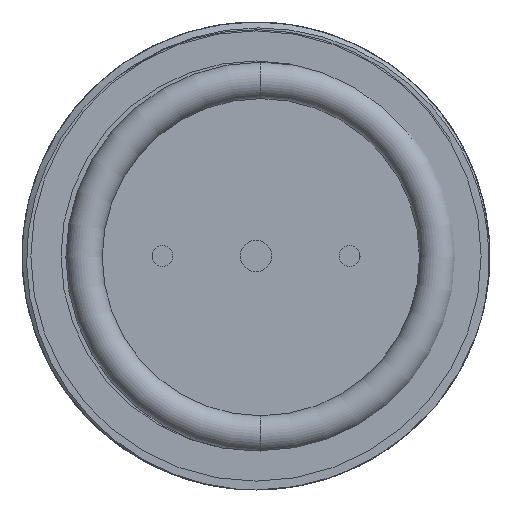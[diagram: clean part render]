
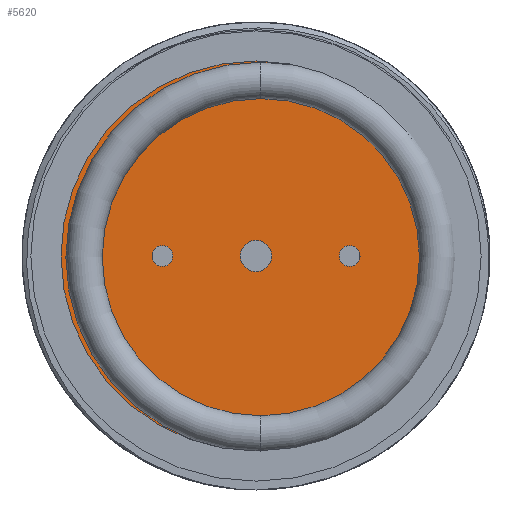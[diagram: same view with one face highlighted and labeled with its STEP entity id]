
A CAD part, front view. The second image highlights one B-rep face of the part: STEP entity #5620.
In plain terms, the highlighted planar face has unit normal (0, -1, 0).
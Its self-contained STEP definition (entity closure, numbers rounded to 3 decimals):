
#30 = ORIENTED_EDGE ( 'NONE', *, *, #7723, .F. ) ;
#50 = CARTESIAN_POINT ( 'NONE',  ( 0., 2.7, 0. ) ) ;
#217 = DIRECTION ( 'NONE',  ( 0., -1., 0. ) ) ;
#280 = AXIS2_PLACEMENT_3D ( 'NONE', #2768, #8037, #3533 ) ;
#476 = DIRECTION ( 'NONE',  ( 0., -1., 0. ) ) ;
#490 = CARTESIAN_POINT ( 'NONE',  ( 9., 2.7, 0. ) ) ;
#524 = VERTEX_POINT ( 'NONE', #8277 ) ;
#723 = AXIS2_PLACEMENT_3D ( 'NONE', #2115, #7364, #2858 ) ;
#811 = DIRECTION ( 'NONE',  ( 0., 0., -1. ) ) ;
#948 = DIRECTION ( 'NONE',  ( 0., -1., 0. ) ) ;
#1126 = EDGE_LOOP ( 'NONE', ( #1937, #30 ) ) ;
#1257 = DIRECTION ( 'NONE',  ( 0., 0., -1. ) ) ;
#1279 = ORIENTED_EDGE ( 'NONE', *, *, #4826, .F. ) ;
#1470 = CARTESIAN_POINT ( 'NONE',  ( 0., 2.7, 18.75 ) ) ;
#1543 = EDGE_CURVE ( 'NONE', #2183, #3254, #6753, .T. ) ;
#1739 = FACE_BOUND ( 'NONE', #2871, .T. ) ;
#1767 = CARTESIAN_POINT ( 'NONE',  ( -9., 2.7, -1. ) ) ;
#1845 = AXIS2_PLACEMENT_3D ( 'NONE', #490, #5736, #1257 ) ;
#1937 = ORIENTED_EDGE ( 'NONE', *, *, #8779, .F. ) ;
#1938 = CARTESIAN_POINT ( 'NONE',  ( 0., 2.7, 1.5 ) ) ;
#2084 = CARTESIAN_POINT ( 'NONE',  ( 9., 2.7, 1. ) ) ;
#2115 = CARTESIAN_POINT ( 'NONE',  ( 9., 2.7, 0. ) ) ;
#2183 = VERTEX_POINT ( 'NONE', #6306 ) ;
#2227 = AXIS2_PLACEMENT_3D ( 'NONE', #4661, #217, #5434 ) ;
#2273 = EDGE_LOOP ( 'NONE', ( #9568, #7387 ) ) ;
#2494 = CIRCLE ( 'NONE', #1845, 1. ) ;
#2524 = CARTESIAN_POINT ( 'NONE',  ( 0., 2.7, 0. ) ) ;
#2567 = AXIS2_PLACEMENT_3D ( 'NONE', #5420, #948, #6189 ) ;
#2590 = VERTEX_POINT ( 'NONE', #8969 ) ;
#2613 = EDGE_LOOP ( 'NONE', ( #3936, #9303 ) ) ;
#2764 = CIRCLE ( 'NONE', #4875, 1.5 ) ;
#2768 = CARTESIAN_POINT ( 'NONE',  ( 0., 2.7, 0. ) ) ;
#2858 = DIRECTION ( 'NONE',  ( 0., 0., -1. ) ) ;
#2871 = EDGE_LOOP ( 'NONE', ( #3101, #1279 ) ) ;
#3077 = DIRECTION ( 'NONE',  ( 0., -1., 0. ) ) ;
#3098 = EDGE_CURVE ( 'NONE', #3134, #2590, #2494, .T. ) ;
#3101 = ORIENTED_EDGE ( 'NONE', *, *, #6181, .F. ) ;
#3134 = VERTEX_POINT ( 'NONE', #2084 ) ;
#3254 = VERTEX_POINT ( 'NONE', #1470 ) ;
#3368 = CARTESIAN_POINT ( 'NONE',  ( 0., 2.7, -1.5 ) ) ;
#3426 = CIRCLE ( 'NONE', #723, 1. ) ;
#3533 = DIRECTION ( 'NONE',  ( 0., 0., -1. ) ) ;
#3597 = VERTEX_POINT ( 'NONE', #1767 ) ;
#3757 = FACE_OUTER_BOUND ( 'NONE', #2273, .T. ) ;
#3858 = EDGE_CURVE ( 'NONE', #2590, #3134, #3426, .T. ) ;
#3936 = ORIENTED_EDGE ( 'NONE', *, *, #3858, .F. ) ;
#3968 = FACE_BOUND ( 'NONE', #2613, .T. ) ;
#4433 = EDGE_CURVE ( 'NONE', #3254, #2183, #4803, .T. ) ;
#4661 = CARTESIAN_POINT ( 'NONE',  ( -9., 2.7, 0. ) ) ;
#4761 = DIRECTION ( 'NONE',  ( 0., 0., -1. ) ) ;
#4803 = CIRCLE ( 'NONE', #9001, 18.75 ) ;
#4826 = EDGE_CURVE ( 'NONE', #524, #3597, #8703, .T. ) ;
#4875 = AXIS2_PLACEMENT_3D ( 'NONE', #50, #5269, #811 ) ;
#4956 = CARTESIAN_POINT ( 'NONE',  ( 0., 2.7, 0. ) ) ;
#5091 = AXIS2_PLACEMENT_3D ( 'NONE', #2524, #9265, #4761 ) ;
#5269 = DIRECTION ( 'NONE',  ( 0., -1., 0. ) ) ;
#5420 = CARTESIAN_POINT ( 'NONE',  ( -9., 2.7, 0. ) ) ;
#5434 = DIRECTION ( 'NONE',  ( 0., 0., -1. ) ) ;
#5620 = ADVANCED_FACE ( 'NONE', ( #3968, #1739, #5721, #3757 ), #7786, .T. ) ;
#5721 = FACE_BOUND ( 'NONE', #1126, .T. ) ;
#5722 = DIRECTION ( 'NONE',  ( 0., 0., -1. ) ) ;
#5736 = DIRECTION ( 'NONE',  ( 0., -1., 0. ) ) ;
#5783 = VERTEX_POINT ( 'NONE', #1938 ) ;
#6181 = EDGE_CURVE ( 'NONE', #3597, #524, #9339, .T. ) ;
#6189 = DIRECTION ( 'NONE',  ( 0., 0., -1. ) ) ;
#6306 = CARTESIAN_POINT ( 'NONE',  ( 0., 2.7, -18.75 ) ) ;
#6753 = CIRCLE ( 'NONE', #280, 18.75 ) ;
#7364 = DIRECTION ( 'NONE',  ( 0., -1., 0. ) ) ;
#7387 = ORIENTED_EDGE ( 'NONE', *, *, #4433, .T. ) ;
#7413 = VERTEX_POINT ( 'NONE', #3368 ) ;
#7590 = CARTESIAN_POINT ( 'NONE',  ( 0., 2.7, 0. ) ) ;
#7723 = EDGE_CURVE ( 'NONE', #5783, #7413, #2764, .T. ) ;
#7786 = PLANE ( 'NONE',  #5091 ) ;
#8037 = DIRECTION ( 'NONE',  ( 0., -1., 0. ) ) ;
#8277 = CARTESIAN_POINT ( 'NONE',  ( -9., 2.7, 1. ) ) ;
#8341 = DIRECTION ( 'NONE',  ( 0., 0., -1. ) ) ;
#8521 = CIRCLE ( 'NONE', #9348, 1.5 ) ;
#8703 = CIRCLE ( 'NONE', #2567, 1. ) ;
#8779 = EDGE_CURVE ( 'NONE', #7413, #5783, #8521, .T. ) ;
#8969 = CARTESIAN_POINT ( 'NONE',  ( 9., 2.7, -1. ) ) ;
#9001 = AXIS2_PLACEMENT_3D ( 'NONE', #4956, #476, #5722 ) ;
#9265 = DIRECTION ( 'NONE',  ( 0., -1., 0. ) ) ;
#9303 = ORIENTED_EDGE ( 'NONE', *, *, #3098, .F. ) ;
#9339 = CIRCLE ( 'NONE', #2227, 1. ) ;
#9348 = AXIS2_PLACEMENT_3D ( 'NONE', #7590, #3077, #8341 ) ;
#9568 = ORIENTED_EDGE ( 'NONE', *, *, #1543, .T. ) ;
